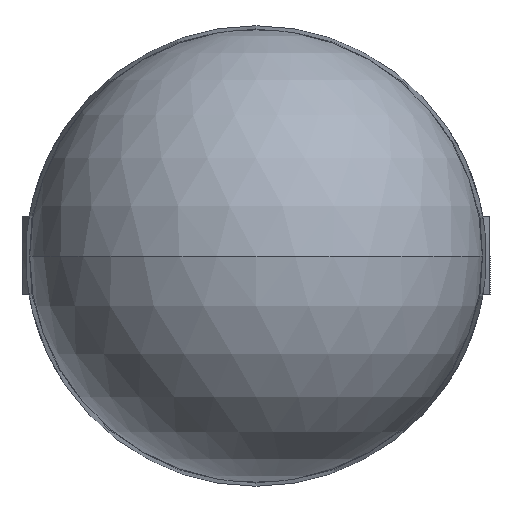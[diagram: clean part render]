
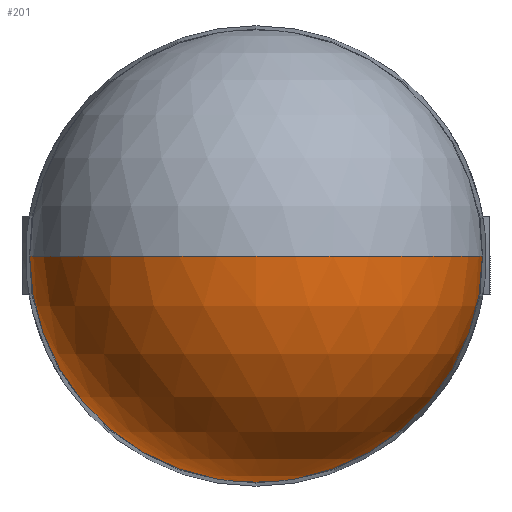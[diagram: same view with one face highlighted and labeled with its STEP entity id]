
A CAD part, left-side view. The second image highlights one B-rep face of the part: STEP entity #201.
In plain terms, the highlighted spherical face has radius 1.474 mm.
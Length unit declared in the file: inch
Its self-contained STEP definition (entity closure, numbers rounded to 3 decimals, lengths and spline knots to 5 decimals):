
#9 = CARTESIAN_POINT ( 'NONE',  ( -0.14315, 0.05805, 0. ) ) ;
#49 = CARTESIAN_POINT ( 'NONE',  ( -0.14275, 0., 0. ) ) ;
#86 = ORIENTED_EDGE ( 'NONE', *, *, #439, .T. ) ;
#90 = CIRCLE ( 'NONE', #457, 0.05805 ) ;
#105 = DIRECTION ( 'NONE',  ( 0., 0., 1. ) ) ;
#110 = CARTESIAN_POINT ( 'NONE',  ( -0.14315, -0.05805, 0. ) ) ;
#118 = DIRECTION ( 'NONE',  ( 0., 1., 0. ) ) ;
#155 = CARTESIAN_POINT ( 'NONE',  ( -0.14315, 0., 0. ) ) ;
#189 = VERTEX_POINT ( 'NONE', #9 ) ;
#201 = ADVANCED_FACE ( 'NONE', ( #530 ), #346, .T. ) ;
#204 = ORIENTED_EDGE ( 'NONE', *, *, #215, .T. ) ;
#215 = EDGE_CURVE ( 'NONE', #597, #326, #726, .T. ) ;
#226 = DIRECTION ( 'NONE',  ( 0., 0., 1. ) ) ;
#238 = AXIS2_PLACEMENT_3D ( 'NONE', #49, #521, #118 ) ;
#267 = VERTEX_POINT ( 'NONE', #840 ) ;
#310 = AXIS2_PLACEMENT_3D ( 'NONE', #510, #105, #577 ) ;
#326 = VERTEX_POINT ( 'NONE', #110 ) ;
#342 = EDGE_CURVE ( 'NONE', #326, #267, #866, .T. ) ;
#346 = SPHERICAL_SURFACE ( 'NONE', #652, 0.05805 ) ;
#356 = CARTESIAN_POINT ( 'NONE',  ( -0.14315, 0., 0. ) ) ;
#372 = ORIENTED_EDGE ( 'NONE', *, *, #342, .T. ) ;
#418 = DIRECTION ( 'NONE',  ( 0., 1., 0. ) ) ;
#439 = EDGE_CURVE ( 'NONE', #189, #597, #90, .T. ) ;
#457 = AXIS2_PLACEMENT_3D ( 'NONE', #155, #626, #226 ) ;
#510 = CARTESIAN_POINT ( 'NONE',  ( -0.14275, 0., 0. ) ) ;
#521 = DIRECTION ( 'NONE',  ( 0., 0., -1. ) ) ;
#530 = FACE_OUTER_BOUND ( 'NONE', #703, .T. ) ;
#546 = ORIENTED_EDGE ( 'NONE', *, *, #677, .F. ) ;
#569 = AXIS2_PLACEMENT_3D ( 'NONE', #356, #828, #879 ) ;
#577 = DIRECTION ( 'NONE',  ( 1., 0., 0. ) ) ;
#597 = VERTEX_POINT ( 'NONE', #688 ) ;
#626 = DIRECTION ( 'NONE',  ( -1., 0., 0. ) ) ;
#652 = AXIS2_PLACEMENT_3D ( 'NONE', #747, #826, #418 ) ;
#670 = CIRCLE ( 'NONE', #310, 0.05805 ) ;
#677 = EDGE_CURVE ( 'NONE', #189, #267, #670, .T. ) ;
#688 = CARTESIAN_POINT ( 'NONE',  ( -0.14315, 0., -0.05805 ) ) ;
#703 = EDGE_LOOP ( 'NONE', ( #86, #204, #372, #546 ) ) ;
#726 = CIRCLE ( 'NONE', #569, 0.05805 ) ;
#747 = CARTESIAN_POINT ( 'NONE',  ( -0.14275, 0., 0. ) ) ;
#826 = DIRECTION ( 'NONE',  ( 0., 0., -1. ) ) ;
#828 = DIRECTION ( 'NONE',  ( -1., 0., 0. ) ) ;
#840 = CARTESIAN_POINT ( 'NONE',  ( -0.2008, 0., 0. ) ) ;
#866 = CIRCLE ( 'NONE', #238, 0.05805 ) ;
#879 = DIRECTION ( 'NONE',  ( 0., 0., 1. ) ) ;
